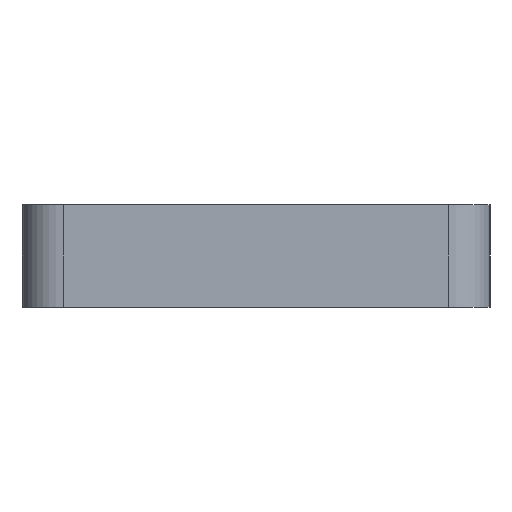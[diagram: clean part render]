
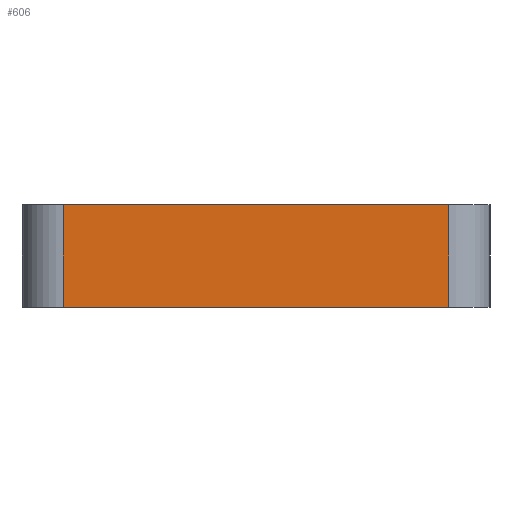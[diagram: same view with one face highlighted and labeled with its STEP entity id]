
A CAD part, left-side view. The second image highlights one B-rep face of the part: STEP entity #606.
In plain terms, the highlighted planar face has unit normal (-1, 0, 0).
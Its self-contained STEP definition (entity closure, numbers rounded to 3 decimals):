
#67 = CARTESIAN_POINT ( 'NONE',  ( -240., -45.5, 20. ) ) ;
#68 = VERTEX_POINT ( 'NONE', #609 ) ;
#91 = EDGE_CURVE ( 'NONE', #846, #746, #770, .T. ) ;
#95 = CARTESIAN_POINT ( 'NONE',  ( -240., -45.5, 20. ) ) ;
#135 = LINE ( 'NONE', #435, #520 ) ;
#150 = CARTESIAN_POINT ( 'NONE',  ( -240., -37.5, 20. ) ) ;
#164 = CARTESIAN_POINT ( 'NONE',  ( -240., 37.5, 20. ) ) ;
#194 = ORIENTED_EDGE ( 'NONE', *, *, #890, .T. ) ;
#226 = VECTOR ( 'NONE', #530, 1000. ) ;
#236 = DIRECTION ( 'NONE',  ( 0., 0., -1. ) ) ;
#292 = AXIS2_PLACEMENT_3D ( 'NONE', #95, #1024, #236 ) ;
#350 = EDGE_LOOP ( 'NONE', ( #730, #1001, #194, #564 ) ) ;
#384 = EDGE_CURVE ( 'NONE', #846, #68, #722, .T. ) ;
#403 = DIRECTION ( 'NONE',  ( 0., 0., -1. ) ) ;
#435 = CARTESIAN_POINT ( 'NONE',  ( -240., -37.5, 20. ) ) ;
#469 = VECTOR ( 'NONE', #403, 1000. ) ;
#490 = CARTESIAN_POINT ( 'NONE',  ( -240., 37.5, 20. ) ) ;
#491 = CARTESIAN_POINT ( 'NONE',  ( -240., -45.5, 0. ) ) ;
#520 = VECTOR ( 'NONE', #763, 1000. ) ;
#530 = DIRECTION ( 'NONE',  ( 0., -1., 0. ) ) ;
#564 = ORIENTED_EDGE ( 'NONE', *, *, #667, .T. ) ;
#606 = ADVANCED_FACE ( 'NONE', ( #1018 ), #948, .F. ) ;
#609 = CARTESIAN_POINT ( 'NONE',  ( -240., 37.5, 0. ) ) ;
#658 = CARTESIAN_POINT ( 'NONE',  ( -240., -37.5, 0. ) ) ;
#667 = EDGE_CURVE ( 'NONE', #916, #746, #135, .T. ) ;
#722 = LINE ( 'NONE', #490, #469 ) ;
#730 = ORIENTED_EDGE ( 'NONE', *, *, #91, .F. ) ;
#746 = VERTEX_POINT ( 'NONE', #150 ) ;
#763 = DIRECTION ( 'NONE',  ( 0., 0., 1. ) ) ;
#770 = LINE ( 'NONE', #67, #226 ) ;
#774 = VECTOR ( 'NONE', #821, 1000. ) ;
#821 = DIRECTION ( 'NONE',  ( 0., -1., 0. ) ) ;
#846 = VERTEX_POINT ( 'NONE', #164 ) ;
#890 = EDGE_CURVE ( 'NONE', #68, #916, #988, .T. ) ;
#916 = VERTEX_POINT ( 'NONE', #658 ) ;
#948 = PLANE ( 'NONE',  #292 ) ;
#988 = LINE ( 'NONE', #491, #774 ) ;
#1001 = ORIENTED_EDGE ( 'NONE', *, *, #384, .T. ) ;
#1018 = FACE_OUTER_BOUND ( 'NONE', #350, .T. ) ;
#1024 = DIRECTION ( 'NONE',  ( 1., 0., 0. ) ) ;
